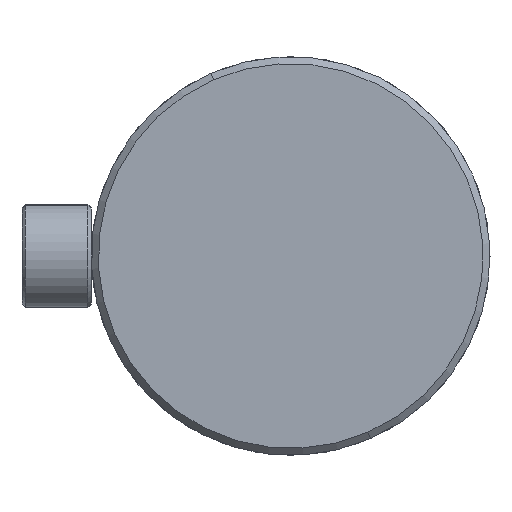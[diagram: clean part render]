
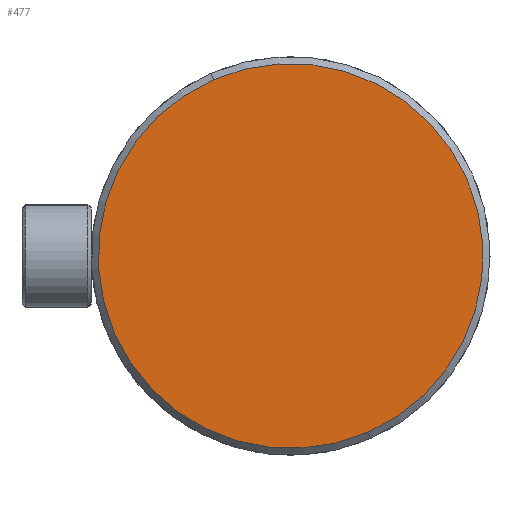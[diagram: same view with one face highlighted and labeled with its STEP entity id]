
A CAD part, left-side view. The second image highlights one B-rep face of the part: STEP entity #477.
In plain terms, the highlighted planar face has unit normal (-1, 0, 0).
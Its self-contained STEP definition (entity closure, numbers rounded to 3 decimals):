
#26 = DIRECTION ( 'NONE',  ( 0., 0., 1. ) ) ;
#233 = DIRECTION ( 'NONE',  ( -1., 0., 0. ) ) ;
#253 = VERTEX_POINT ( 'NONE', #368 ) ;
#299 = VERTEX_POINT ( 'NONE', #2626 ) ;
#368 = CARTESIAN_POINT ( 'NONE',  ( -25., 0., 55.5 ) ) ;
#477 = ADVANCED_FACE ( 'NONE', ( #2945 ), #1944, .T. ) ;
#502 = CARTESIAN_POINT ( 'NONE',  ( -25., 0., 0. ) ) ;
#584 = EDGE_LOOP ( 'NONE', ( #787, #975 ) ) ;
#601 = DIRECTION ( 'NONE',  ( -1., 0., 0. ) ) ;
#787 = ORIENTED_EDGE ( 'NONE', *, *, #2625, .T. ) ;
#821 = AXIS2_PLACEMENT_3D ( 'NONE', #502, #601, #26 ) ;
#925 = CARTESIAN_POINT ( 'NONE',  ( -25., 0., 0. ) ) ;
#975 = ORIENTED_EDGE ( 'NONE', *, *, #2838, .T. ) ;
#1117 = CIRCLE ( 'NONE', #1541, 55.5 ) ;
#1369 = CARTESIAN_POINT ( 'NONE',  ( -25., 0., 0. ) ) ;
#1541 = AXIS2_PLACEMENT_3D ( 'NONE', #925, #233, #2595 ) ;
#1944 = PLANE ( 'NONE',  #821 ) ;
#2002 = CIRCLE ( 'NONE', #2349, 55.5 ) ;
#2349 = AXIS2_PLACEMENT_3D ( 'NONE', #1369, #2492, #2965 ) ;
#2492 = DIRECTION ( 'NONE',  ( -1., 0., 0. ) ) ;
#2595 = DIRECTION ( 'NONE',  ( 0., 0., 1. ) ) ;
#2625 = EDGE_CURVE ( 'NONE', #299, #253, #1117, .T. ) ;
#2626 = CARTESIAN_POINT ( 'NONE',  ( -25., 0., -55.5 ) ) ;
#2838 = EDGE_CURVE ( 'NONE', #253, #299, #2002, .T. ) ;
#2945 = FACE_OUTER_BOUND ( 'NONE', #584, .T. ) ;
#2965 = DIRECTION ( 'NONE',  ( 0., 0., 1. ) ) ;
